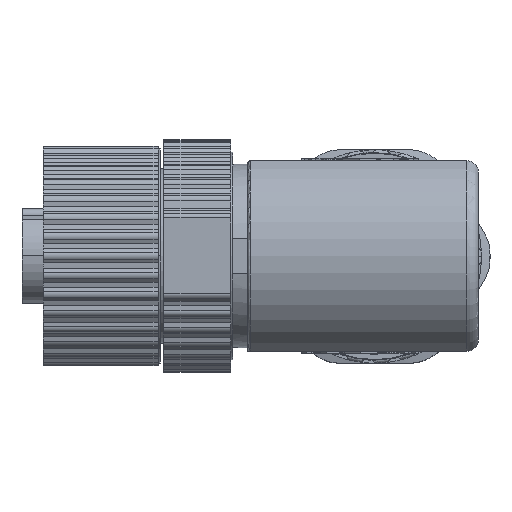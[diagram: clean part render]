
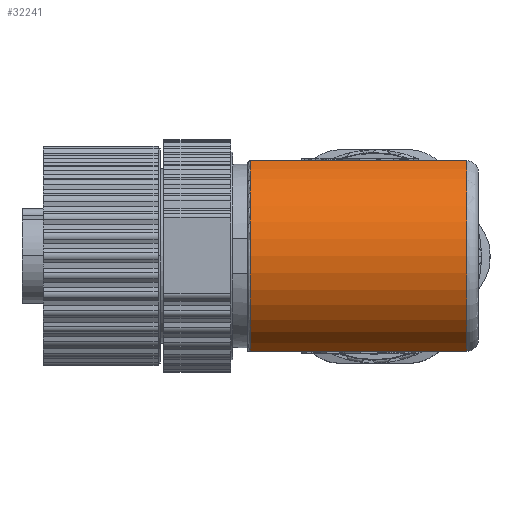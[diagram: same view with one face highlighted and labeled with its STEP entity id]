
A CAD part, top view. The second image highlights one B-rep face of the part: STEP entity #32241.
In plain terms, the highlighted cylindrical face has radius 9 mm (diameter 18 mm), a partial arc.
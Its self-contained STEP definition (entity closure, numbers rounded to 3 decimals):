
#5=CARTESIAN_POINT('',(13.5,-8.25,3.597));
#990=CARTESIAN_POINT('',(13.5,0.,0.));
#991=DIRECTION('',(1.,0.,0.));
#992=DIRECTION('',(0.,0.917,0.4));
#993=AXIS2_PLACEMENT_3D('',#990,#991,#992);
#2320=CARTESIAN_POINT('',(32.3,0.,0.));
#2321=DIRECTION('',(-1.,0.,0.));
#2322=DIRECTION('',(0.,-0.917,0.4));
#2323=AXIS2_PLACEMENT_3D('',#2320,#2321,#2322);
#2349=DIRECTION('',(-1.,0.,0.));
#2350=VECTOR('',#2349,18.8);
#2351=CARTESIAN_POINT('',(32.3,8.25,3.597));
#2352=LINE('',#2351,#2350);
#2353=DIRECTION('',(-1.,0.,0.));
#2354=VECTOR('',#2353,18.8);
#2355=CARTESIAN_POINT('',(32.3,-8.25,3.597));
#2356=LINE('',#2355,#2354);
#27452=CARTESIAN_POINT('',(32.3,-8.25,3.597));
#27454=VERTEX_POINT('',#27452);
#27465=CARTESIAN_POINT('',(32.3,8.25,3.597));
#27467=VERTEX_POINT('',#27465);
#29788=VERTEX_POINT('',#5);
#29790=CARTESIAN_POINT('',(13.5,8.25,3.597));
#29792=VERTEX_POINT('',#29790);
#32230=CARTESIAN_POINT('',(13.3,0.,0.));
#32231=DIRECTION('',(-1.,0.,0.));
#32232=DIRECTION('',(0.,-1.,0.));
#32233=AXIS2_PLACEMENT_3D('',#32230,#32231,#32232);
#32234=CYLINDRICAL_SURFACE('',#32233,9.);
#32235=ORIENTED_EDGE('',*,*,#31084,.F.);
#32236=ORIENTED_EDGE('',*,*,#31399,.F.);
#32237=ORIENTED_EDGE('',*,*,#32198,.F.);
#32238=ORIENTED_EDGE('',*,*,#30569,.T.);
#32239=EDGE_LOOP('',(#32235,#32236,#32237,#32238));
#32240=FACE_OUTER_BOUND('',#32239,.F.);
#32241=ADVANCED_FACE('',(#32240),#32234,.T.);
#994=CIRCLE('',#993,9.);
#2324=CIRCLE('',#2323,9.);
#30569=EDGE_CURVE('',#27454,#29788,#2356,.T.);
#31084=EDGE_CURVE('',#29792,#29788,#994,.T.);
#31399=EDGE_CURVE('',#27467,#29792,#2352,.T.);
#32198=EDGE_CURVE('',#27454,#27467,#2324,.T.);
